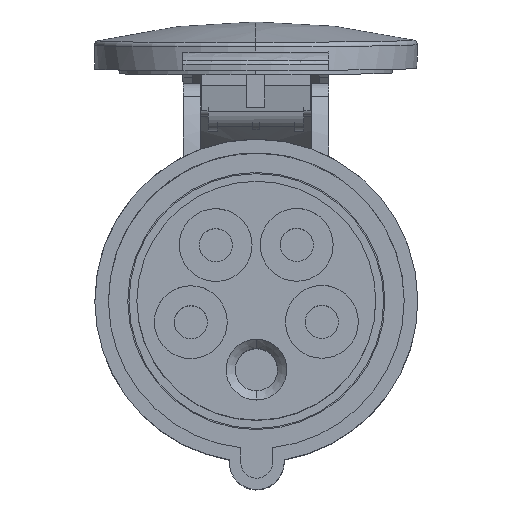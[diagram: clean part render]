
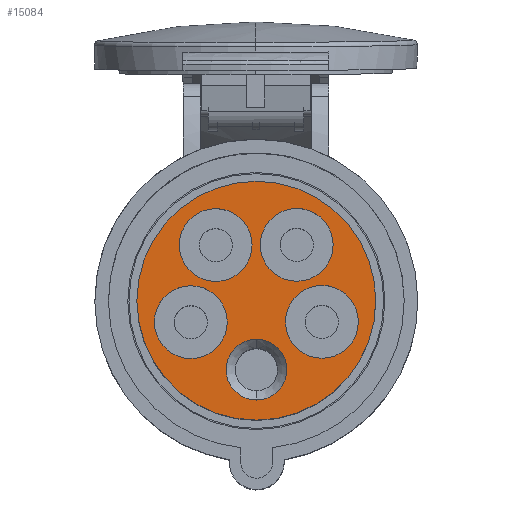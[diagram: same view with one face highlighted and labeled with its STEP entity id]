
A CAD part, top view. The second image highlights one B-rep face of the part: STEP entity #15084.
In plain terms, the highlighted planar face has unit normal (0, 0, 1).
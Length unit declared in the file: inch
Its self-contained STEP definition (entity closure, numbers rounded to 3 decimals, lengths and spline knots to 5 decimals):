
#14197=CARTESIAN_POINT('',(0.,0.,6.55466));
#14198=DIRECTION('',(0.,0.,-1.));
#14199=DIRECTION('',(-1.,0.,0.));
#14200=AXIS2_PLACEMENT_3D('',#14197,#14198,#14199);
#14202=CARTESIAN_POINT('',(0.,0.,6.55466));
#14203=DIRECTION('',(0.,0.,-1.));
#14204=DIRECTION('',(1.,0.,0.));
#14205=AXIS2_PLACEMENT_3D('',#14202,#14203,#14204);
#14207=CARTESIAN_POINT('',(-0.18432,0.56726,
6.55466));
#14208=DIRECTION('',(0.,0.,1.));
#14209=DIRECTION('',(1.,0.,0.));
#14210=AXIS2_PLACEMENT_3D('',#14207,#14208,#14209);
#14212=CARTESIAN_POINT('',(-0.18432,0.56726,
6.55466));
#14213=DIRECTION('',(0.,0.,1.));
#14214=DIRECTION('',(-1.,0.,0.));
#14215=AXIS2_PLACEMENT_3D('',#14212,#14213,#14214);
#14217=CARTESIAN_POINT('',(0.48254,0.35059,
6.55466));
#14218=DIRECTION('',(0.,0.,1.));
#14219=DIRECTION('',(1.,0.,0.));
#14220=AXIS2_PLACEMENT_3D('',#14217,#14218,#14219);
#14222=CARTESIAN_POINT('',(0.48254,0.35059,
6.55466));
#14223=DIRECTION('',(0.,0.,1.));
#14224=DIRECTION('',(-1.,0.,0.));
#14225=AXIS2_PLACEMENT_3D('',#14222,#14223,#14224);
#14227=CARTESIAN_POINT('',(0.48254,-0.35059,
6.55466));
#14228=DIRECTION('',(0.,0.,1.));
#14229=DIRECTION('',(1.,0.,0.));
#14230=AXIS2_PLACEMENT_3D('',#14227,#14228,#14229);
#14232=CARTESIAN_POINT('',(0.48254,-0.35059,
6.55466));
#14233=DIRECTION('',(0.,0.,1.));
#14234=DIRECTION('',(-1.,0.,0.));
#14235=AXIS2_PLACEMENT_3D('',#14232,#14233,#14234);
#14237=CARTESIAN_POINT('',(-0.18432,-0.56726,
6.55466));
#14238=DIRECTION('',(0.,0.,1.));
#14239=DIRECTION('',(1.,0.,0.));
#14240=AXIS2_PLACEMENT_3D('',#14237,#14238,#14239);
#14242=CARTESIAN_POINT('',(-0.18432,-0.56726,
6.55466));
#14243=DIRECTION('',(0.,0.,1.));
#14244=DIRECTION('',(-1.,0.,0.));
#14245=AXIS2_PLACEMENT_3D('',#14242,#14243,#14244);
#14247=CARTESIAN_POINT('',(-0.59646,0.,6.55466));
#14248=DIRECTION('',(0.,0.,1.));
#14249=DIRECTION('',(-1.,0.,0.));
#14250=AXIS2_PLACEMENT_3D('',#14247,#14248,#14249);
#14252=CARTESIAN_POINT('',(-0.59646,0.,6.55466));
#14253=DIRECTION('',(0.,0.,1.));
#14254=DIRECTION('',(0.,-1.,0.));
#14255=AXIS2_PLACEMENT_3D('',#14252,#14253,#14254);
#14257=CARTESIAN_POINT('',(-0.59646,0.,6.55466));
#14258=DIRECTION('',(0.,0.,1.));
#14259=DIRECTION('',(1.,0.,0.));
#14260=AXIS2_PLACEMENT_3D('',#14257,#14258,#14259);
#14262=CARTESIAN_POINT('',(-0.59646,0.,6.55466));
#14263=DIRECTION('',(0.,0.,1.));
#14264=DIRECTION('',(0.,1.,0.));
#14265=AXIS2_PLACEMENT_3D('',#14262,#14263,#14264);
#14851=CARTESIAN_POINT('',(-1.03346,0.,6.55466));
#14852=CARTESIAN_POINT('',(1.03346,0.,6.55466));
#14853=VERTEX_POINT('',#14851);
#14854=VERTEX_POINT('',#14852);
#14855=CARTESIAN_POINT('',(0.13065,0.56726,
6.55466));
#14856=CARTESIAN_POINT('',(-0.49928,0.56726,
6.55466));
#14857=VERTEX_POINT('',#14855);
#14858=VERTEX_POINT('',#14856);
#14859=CARTESIAN_POINT('',(0.7975,0.35059,
6.55466));
#14860=CARTESIAN_POINT('',(0.16758,0.35059,
6.55466));
#14861=VERTEX_POINT('',#14859);
#14862=VERTEX_POINT('',#14860);
#14863=CARTESIAN_POINT('',(0.7975,-0.35059,
6.55466));
#14864=CARTESIAN_POINT('',(0.16758,-0.35059,
6.55466));
#14865=VERTEX_POINT('',#14863);
#14866=VERTEX_POINT('',#14864);
#14867=CARTESIAN_POINT('',(0.13065,-0.56726,
6.55466));
#14868=CARTESIAN_POINT('',(-0.49928,-0.56726,
6.55466));
#14869=VERTEX_POINT('',#14867);
#14870=VERTEX_POINT('',#14868);
#14871=CARTESIAN_POINT('',(-0.85953,0.,6.55466));
#14872=CARTESIAN_POINT('',(-0.59646,-0.26307,
6.55466));
#14873=VERTEX_POINT('',#14871);
#14874=VERTEX_POINT('',#14872);
#14875=CARTESIAN_POINT('',(-0.33339,0.,6.55466));
#14876=VERTEX_POINT('',#14875);
#14877=CARTESIAN_POINT('',(-0.59646,0.26307,
6.55466));
#14878=VERTEX_POINT('',#14877);
#15039=CARTESIAN_POINT('',(0.,0.,6.55466));
#15040=DIRECTION('',(0.,0.,1.));
#15041=DIRECTION('',(1.,0.,0.));
#15042=AXIS2_PLACEMENT_3D('',#15039,#15040,#15041);
#15043=PLANE('',#15042);
#15045=ORIENTED_EDGE('',*,*,#15044,.T.);
#15047=ORIENTED_EDGE('',*,*,#15046,.T.);
#15048=EDGE_LOOP('',(#15045,#15047));
#15049=FACE_OUTER_BOUND('',#15048,.F.);
#15051=ORIENTED_EDGE('',*,*,#15050,.T.);
#15053=ORIENTED_EDGE('',*,*,#15052,.T.);
#15054=EDGE_LOOP('',(#15051,#15053));
#15055=FACE_BOUND('',#15054,.F.);
#15057=ORIENTED_EDGE('',*,*,#15056,.T.);
#15059=ORIENTED_EDGE('',*,*,#15058,.T.);
#15060=EDGE_LOOP('',(#15057,#15059));
#15061=FACE_BOUND('',#15060,.F.);
#15063=ORIENTED_EDGE('',*,*,#15062,.T.);
#15065=ORIENTED_EDGE('',*,*,#15064,.T.);
#15066=EDGE_LOOP('',(#15063,#15065));
#15067=FACE_BOUND('',#15066,.F.);
#15069=ORIENTED_EDGE('',*,*,#15068,.T.);
#15071=ORIENTED_EDGE('',*,*,#15070,.T.);
#15072=EDGE_LOOP('',(#15069,#15071));
#15073=FACE_BOUND('',#15072,.F.);
#15075=ORIENTED_EDGE('',*,*,#15074,.T.);
#15077=ORIENTED_EDGE('',*,*,#15076,.T.);
#15079=ORIENTED_EDGE('',*,*,#15078,.T.);
#15081=ORIENTED_EDGE('',*,*,#15080,.T.);
#15082=EDGE_LOOP('',(#15075,#15077,#15079,#15081));
#15083=FACE_BOUND('',#15082,.F.);
#14201=CIRCLE('',#14200,1.03346);
#14206=CIRCLE('',#14205,1.03346);
#14211=CIRCLE('',#14210,0.31496);
#14216=CIRCLE('',#14215,0.31496);
#14221=CIRCLE('',#14220,0.31496);
#14226=CIRCLE('',#14225,0.31496);
#14231=CIRCLE('',#14230,0.31496);
#14236=CIRCLE('',#14235,0.31496);
#14241=CIRCLE('',#14240,0.31496);
#14246=CIRCLE('',#14245,0.31496);
#14251=CIRCLE('',#14250,0.26307);
#14256=CIRCLE('',#14255,0.26307);
#14261=CIRCLE('',#14260,0.26307);
#14266=CIRCLE('',#14265,0.26307);
#15044=EDGE_CURVE('',#14853,#14854,#14201,.T.);
#15046=EDGE_CURVE('',#14854,#14853,#14206,.T.);
#15050=EDGE_CURVE('',#14857,#14858,#14211,.T.);
#15052=EDGE_CURVE('',#14858,#14857,#14216,.T.);
#15056=EDGE_CURVE('',#14861,#14862,#14221,.T.);
#15058=EDGE_CURVE('',#14862,#14861,#14226,.T.);
#15062=EDGE_CURVE('',#14865,#14866,#14231,.T.);
#15064=EDGE_CURVE('',#14866,#14865,#14236,.T.);
#15068=EDGE_CURVE('',#14869,#14870,#14241,.T.);
#15070=EDGE_CURVE('',#14870,#14869,#14246,.T.);
#15074=EDGE_CURVE('',#14873,#14874,#14251,.T.);
#15076=EDGE_CURVE('',#14874,#14876,#14256,.T.);
#15078=EDGE_CURVE('',#14876,#14878,#14261,.T.);
#15080=EDGE_CURVE('',#14878,#14873,#14266,.T.);
#15084=ADVANCED_FACE('',(#15049,#15055,#15061,#15067,#15073,#15083),#15043,.T.);
